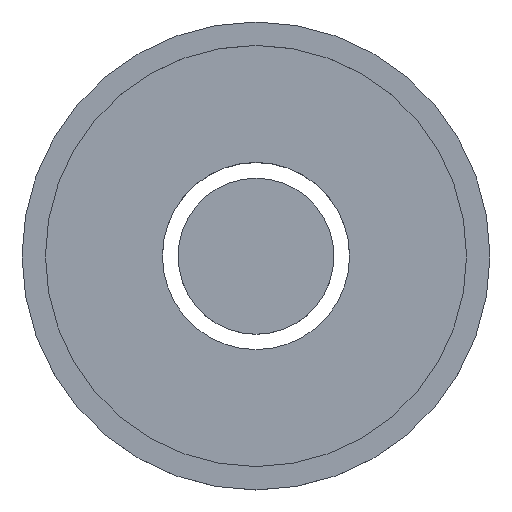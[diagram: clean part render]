
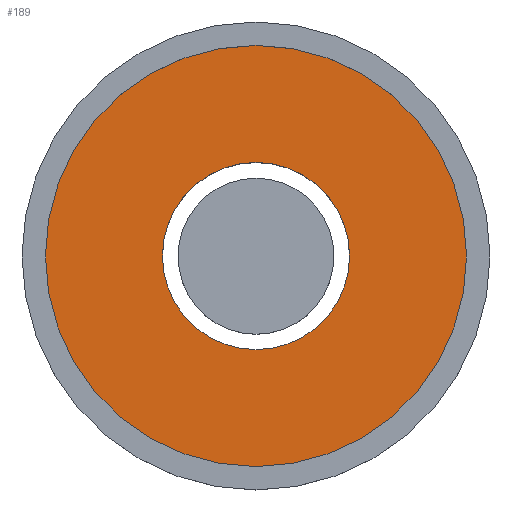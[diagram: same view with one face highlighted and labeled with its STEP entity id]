
A CAD part, top view. The second image highlights one B-rep face of the part: STEP entity #189.
In plain terms, the highlighted planar face has unit normal (0, 0, 1).
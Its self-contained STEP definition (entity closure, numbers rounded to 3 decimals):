
#73 = VERTEX_POINT('',#74);
#74 = CARTESIAN_POINT('',(2.7,0.,1.5));
#81 = CYLINDRICAL_SURFACE('',#82,2.7);
#82 = AXIS2_PLACEMENT_3D('',#83,#84,#85);
#83 = CARTESIAN_POINT('',(0.,0.,0.));
#84 = DIRECTION('',(-0.,-0.,-1.));
#85 = DIRECTION('',(1.,0.,0.));
#100 = EDGE_CURVE('',#73,#73,#101,.T.);
#101 = SURFACE_CURVE('',#102,(#107,#114),.PCURVE_S1.);
#102 = CIRCLE('',#103,2.7);
#103 = AXIS2_PLACEMENT_3D('',#104,#105,#106);
#104 = CARTESIAN_POINT('',(0.,0.,1.5));
#105 = DIRECTION('',(0.,0.,1.));
#106 = DIRECTION('',(1.,0.,0.));
#107 = PCURVE('',#81,#108);
#108 = DEFINITIONAL_REPRESENTATION('',(#109),#113);
#109 = LINE('',#110,#111);
#110 = CARTESIAN_POINT('',(-0.,-1.5));
#111 = VECTOR('',#112,1.);
#112 = DIRECTION('',(-1.,0.));
#113 = ( GEOMETRIC_REPRESENTATION_CONTEXT(2) 
PARAMETRIC_REPRESENTATION_CONTEXT() REPRESENTATION_CONTEXT('2D SPACE',''
  ) );
#114 = PCURVE('',#115,#120);
#115 = PLANE('',#116);
#116 = AXIS2_PLACEMENT_3D('',#117,#118,#119);
#117 = CARTESIAN_POINT('',(0.,0.,1.5));
#118 = DIRECTION('',(0.,0.,1.));
#119 = DIRECTION('',(1.,0.,-0.));
#120 = DEFINITIONAL_REPRESENTATION('',(#121),#125);
#121 = CIRCLE('',#122,2.7);
#122 = AXIS2_PLACEMENT_2D('',#123,#124);
#123 = CARTESIAN_POINT('',(0.,0.));
#124 = DIRECTION('',(1.,0.));
#125 = ( GEOMETRIC_REPRESENTATION_CONTEXT(2) 
PARAMETRIC_REPRESENTATION_CONTEXT() REPRESENTATION_CONTEXT('2D SPACE',''
  ) );
#178 = CYLINDRICAL_SURFACE('',#179,1.2);
#179 = AXIS2_PLACEMENT_3D('',#180,#181,#182);
#180 = CARTESIAN_POINT('',(0.,0.,0.));
#181 = DIRECTION('',(-0.,-0.,-1.));
#182 = DIRECTION('',(1.,0.,0.));
#189 = ADVANCED_FACE('',(#190,#193),#115,.T.);
#190 = FACE_BOUND('',#191,.T.);
#191 = EDGE_LOOP('',(#192));
#192 = ORIENTED_EDGE('',*,*,#100,.T.);
#193 = FACE_BOUND('',#194,.T.);
#194 = EDGE_LOOP('',(#195));
#195 = ORIENTED_EDGE('',*,*,#196,.F.);
#196 = EDGE_CURVE('',#197,#197,#199,.T.);
#197 = VERTEX_POINT('',#198);
#198 = CARTESIAN_POINT('',(1.2,0.,1.5));
#199 = SURFACE_CURVE('',#200,(#205,#212),.PCURVE_S1.);
#200 = CIRCLE('',#201,1.2);
#201 = AXIS2_PLACEMENT_3D('',#202,#203,#204);
#202 = CARTESIAN_POINT('',(0.,0.,1.5));
#203 = DIRECTION('',(0.,0.,1.));
#204 = DIRECTION('',(1.,0.,0.));
#205 = PCURVE('',#115,#206);
#206 = DEFINITIONAL_REPRESENTATION('',(#207),#211);
#207 = CIRCLE('',#208,1.2);
#208 = AXIS2_PLACEMENT_2D('',#209,#210);
#209 = CARTESIAN_POINT('',(0.,0.));
#210 = DIRECTION('',(1.,0.));
#211 = ( GEOMETRIC_REPRESENTATION_CONTEXT(2) 
PARAMETRIC_REPRESENTATION_CONTEXT() REPRESENTATION_CONTEXT('2D SPACE',''
  ) );
#212 = PCURVE('',#178,#213);
#213 = DEFINITIONAL_REPRESENTATION('',(#214),#218);
#214 = LINE('',#215,#216);
#215 = CARTESIAN_POINT('',(-0.,-1.5));
#216 = VECTOR('',#217,1.);
#217 = DIRECTION('',(-1.,0.));
#218 = ( GEOMETRIC_REPRESENTATION_CONTEXT(2) 
PARAMETRIC_REPRESENTATION_CONTEXT() REPRESENTATION_CONTEXT('2D SPACE',''
  ) );
